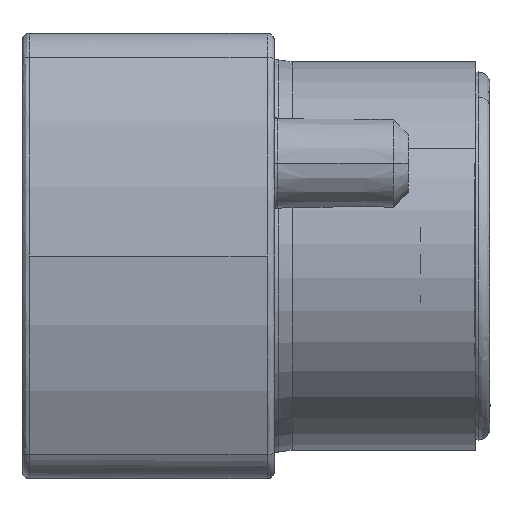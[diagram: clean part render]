
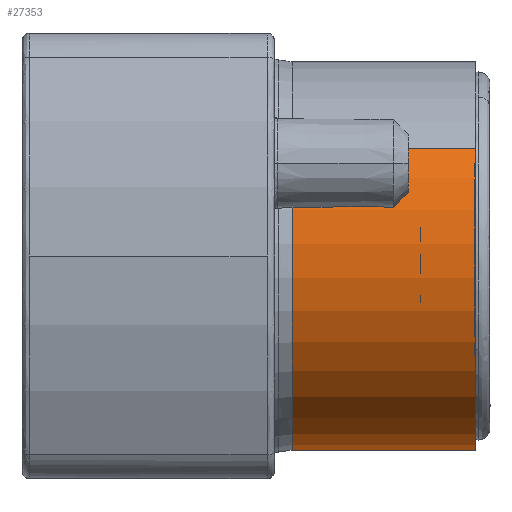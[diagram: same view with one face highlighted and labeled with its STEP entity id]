
A CAD part, left-side view. The second image highlights one B-rep face of the part: STEP entity #27353.
In plain terms, the highlighted cylindrical face has radius 3.327 mm (diameter 6.655 mm), a partial arc.
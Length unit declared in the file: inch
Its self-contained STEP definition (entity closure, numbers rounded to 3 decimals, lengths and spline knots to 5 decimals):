
#5615 = CARTESIAN_POINT ( 'NONE',  ( 1.40814, -0.1818, 0.0774 ) ) ;
#5671 = CARTESIAN_POINT ( 'NONE',  ( 1.19005, -0.1818, 0.2226 ) ) ;
#5718 = CARTESIAN_POINT ( 'NONE',  ( 1.40814, -0.30505, 0.0774 ) ) ;
#5719 = CARTESIAN_POINT ( 'NONE',  ( 1.2265, -0.1818, 0.04096 ) ) ;
#10992 = CARTESIAN_POINT ( 'NONE',  ( 1.19005, -0.30505, 0.2226 ) ) ;
#13069 = ORIENTED_EDGE ( 'NONE', *, *, #22767, .F. ) ;
#13070 = ORIENTED_EDGE ( 'NONE', *, *, #22650, .T. ) ;
#13071 = ORIENTED_EDGE ( 'NONE', *, *, #23156, .T. ) ;
#13072 = ORIENTED_EDGE ( 'NONE', *, *, #22765, .T. ) ;
#13073 = ORIENTED_EDGE ( 'NONE', *, *, #22634, .T. ) ;
#13644 = EDGE_LOOP ( 'NONE', ( #13069, #13070, #13071, #13072, #13073 ) ) ;
#14030 = CARTESIAN_POINT ( 'NONE',  ( 1.2991, -0.30505, 0.15 ) ) ;
#14031 = DIRECTION ( 'NONE',  ( 0., 1., 0. ) ) ;
#14032 = DIRECTION ( 'NONE',  ( 0.832, 0., -0.554 ) ) ;
#14089 = CARTESIAN_POINT ( 'NONE',  ( 1.2991, -0.1818, 0.15 ) ) ;
#14090 = DIRECTION ( 'NONE',  ( 0., -1., 0. ) ) ;
#14091 = DIRECTION ( 'NONE',  ( 0.832, 0., -0.554 ) ) ;
#14500 = DIRECTION ( 'NONE',  ( 0., -1., 0. ) ) ;
#14501 = CARTESIAN_POINT ( 'NONE',  ( 1.40814, -0.22592, 0.0774 ) ) ;
#14506 = DIRECTION ( 'NONE',  ( 0., -1., 0. ) ) ;
#14512 = CARTESIAN_POINT ( 'NONE',  ( 1.19005, -0.22592, 0.2226 ) ) ;
#16185 = CARTESIAN_POINT ( 'NONE',  ( 1.2991, -0.22592, 0.15 ) ) ;
#16186 = DIRECTION ( 'NONE',  ( 0., -1., 0. ) ) ;
#16195 = DIRECTION ( 'NONE',  ( 0.832, 0., -0.554 ) ) ;
#17735 = FACE_OUTER_BOUND ( 'NONE', #13644, .T. ) ;
#17741 = CYLINDRICAL_SURFACE ( 'NONE', #20255, 0.131 ) ;
#18759 = AXIS2_PLACEMENT_3D ( 'NONE', #20915, #20917, #20918 ) ;
#20255 = AXIS2_PLACEMENT_3D ( 'NONE', #16185, #16186, #16195 ) ;
#20915 = CARTESIAN_POINT ( 'NONE',  ( 1.2991, -0.1818, 0.15 ) ) ;
#20917 = DIRECTION ( 'NONE',  ( 0., -1., 0. ) ) ;
#20918 = DIRECTION ( 'NONE',  ( 0.832, 0., -0.554 ) ) ;
#22634 = EDGE_CURVE ( 'NONE', #33218, #39141, #38914, .T. ) ;
#22650 = EDGE_CURVE ( 'NONE', #33171, #33219, #38923, .T. ) ;
#22765 = EDGE_CURVE ( 'NONE', #33115, #33218, #28034, .T. ) ;
#22767 = EDGE_CURVE ( 'NONE', #33171, #39141, #28029, .T. ) ;
#23156 = EDGE_CURVE ( 'NONE', #33219, #33115, #28758, .T. ) ;
#23973 = AXIS2_PLACEMENT_3D ( 'NONE', #14030, #14031, #14032 ) ;
#23982 = AXIS2_PLACEMENT_3D ( 'NONE', #14089, #14090, #14091 ) ;
#27353 = ADVANCED_FACE ( 'NONE', ( #17735 ), #17741, .T. ) ;
#28029 = LINE ( 'NONE', #14512, #28044 ) ;
#28034 = LINE ( 'NONE', #14501, #28038 ) ;
#28038 = VECTOR ( 'NONE', #14500, 39.37008 ) ;
#28044 = VECTOR ( 'NONE', #14506, 39.37008 ) ;
#28758 = CIRCLE ( 'NONE', #18759, 0.131 ) ;
#33115 = VERTEX_POINT ( 'NONE', #5615 ) ;
#33171 = VERTEX_POINT ( 'NONE', #5671 ) ;
#33218 = VERTEX_POINT ( 'NONE', #5718 ) ;
#33219 = VERTEX_POINT ( 'NONE', #5719 ) ;
#38914 = CIRCLE ( 'NONE', #23973, 0.131 ) ;
#38923 = CIRCLE ( 'NONE', #23982, 0.131 ) ;
#39141 = VERTEX_POINT ( 'NONE', #10992 ) ;
